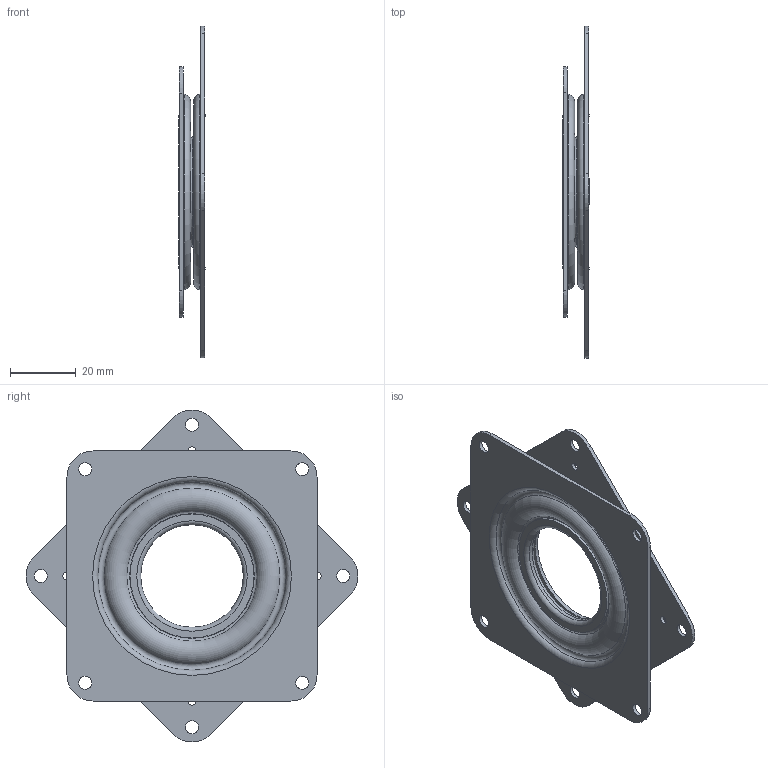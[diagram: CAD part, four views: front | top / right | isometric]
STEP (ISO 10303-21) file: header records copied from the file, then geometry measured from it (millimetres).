
FILE_DESCRIPTION(/* description */ ('Lazy Susan Bearing'),/* implementation_level */ '2;1');
FILE_NAME(/* name */ 'MISC_LazySusan_3C.ipt.step',/* time_stamp */ '2014-01-07T11:10:30-08:00',/* author */ ('Autodesk Inc.'),/* organization */ ('Autodesk Inc.'),/* preprocessor_version */ 'ST-DEVELOPER v15.2',/* originating_system */ 'Autodesk Inventor 2014',/* authorisation */ '');
FILE_SCHEMA (('AUTOMOTIVE_DESIGN { 1 0 10303 214 3 1 1 }'));
Length unit declared in the file: inch
Products named in the file (1): MISC_LazySusan_3C
Bounding box: 7.94 x 101.12 x 101.12 mm (x, y, z)
Volume: 13611.6 mm3; surface area: 24822.4 mm2
Topology: 2 solids, 3 shells, 70 faces, 172 edges, 113 vertices
Faces by surface type: torus 23, cylinder 22, plane 19, cone 6
Full cylindrical faces by diameter (mm): 2.388 x4, 3.962 x8, 34.232 x2
Entity records: 1808 total; most frequent: DIRECTION 334, CARTESIAN_POINT 279, ORIENTED_EDGE 224, AXIS2_PLACEMENT_3D 151, EDGE_LOOP 148, EDGE_CURVE 112, VERTEX_POINT 96, FACE_BOUND 86
